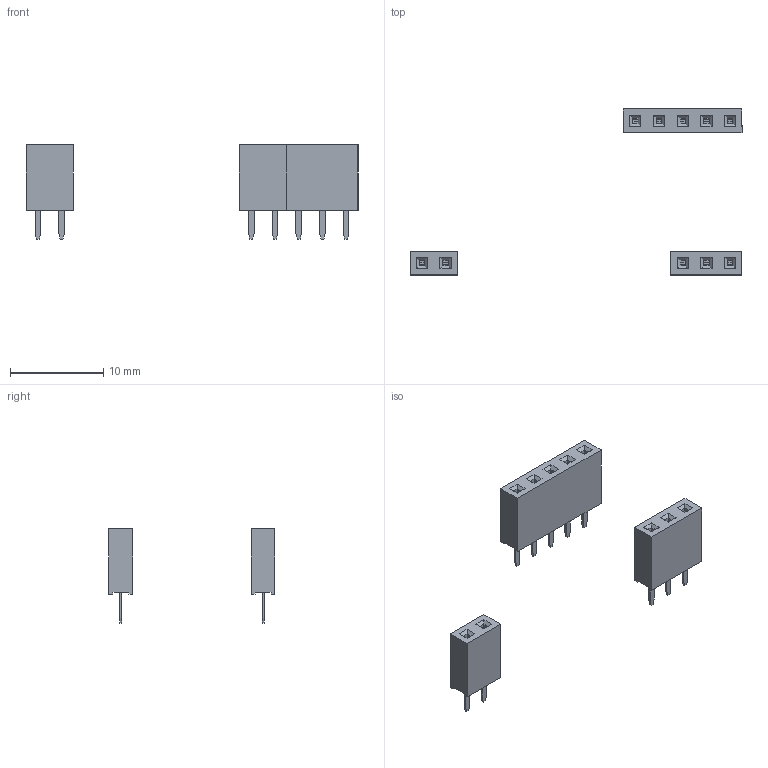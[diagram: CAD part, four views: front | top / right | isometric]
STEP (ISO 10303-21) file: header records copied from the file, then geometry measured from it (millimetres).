
FILE_DESCRIPTION(('FreeCAD Model'),'2;1');
FILE_NAME('Open CASCADE Shape Model','2023-04-03T09:41:19',(''),(''), 'Open CASCADE STEP processor 7.6','FreeCAD','Unknown');
FILE_SCHEMA(('AUTOMOTIVE_DESIGN { 1 0 10303 214 1 1 1 1 }'));
Length unit declared in the file: millimetre
Products named in the file (4): Unnamed; PinSocket_1x02_P254mm_Vertical; PinSocket_1x03_P254mm_Vertical; PinSocket_1x05_P254mm_Vertical
Assembly tree (3 placements, depth 2):
  Unnamed
    PinSocket_1x02_P254mm_Vertical
    PinSocket_1x03_P254mm_Vertical
    PinSocket_1x05_P254mm_Vertical
Bounding box: 35.56 x 17.78 x 10.1 mm (x, y, z)
Volume: 424.7 mm3; surface area: 805.6 mm2
Topology: 3 solids, 3 shells, 340 faces, 872 edges, 568 vertices
Faces by surface type: plane 340
Entity records: 12510 total; most frequent: CARTESIAN_POINT 1784, ORIENTED_EDGE 1744, DIRECTION 1560, EDGE_CURVE 872, LINE 872, VECTOR 872, VERTEX_POINT 568, FACE_BOUND 370
